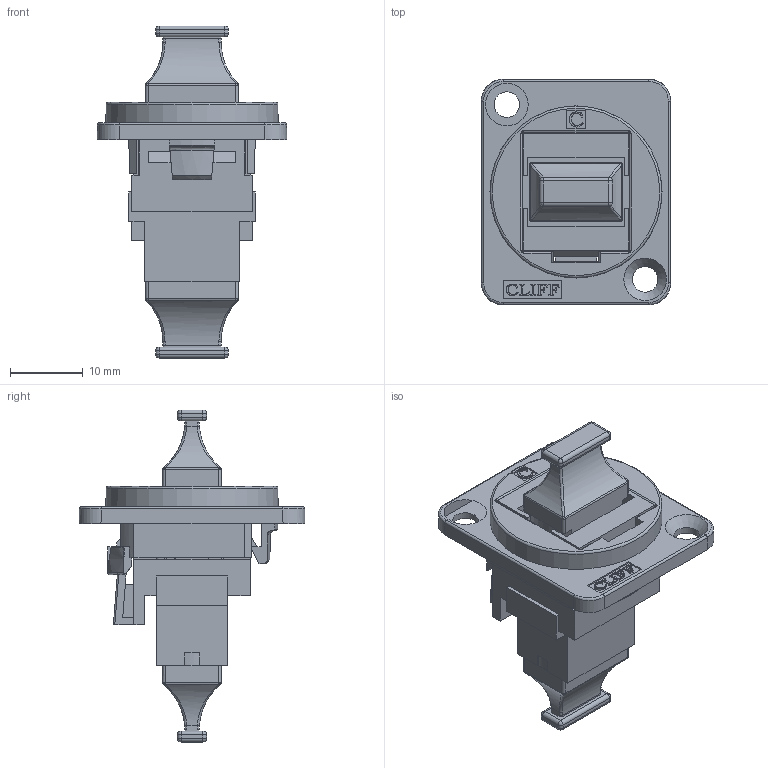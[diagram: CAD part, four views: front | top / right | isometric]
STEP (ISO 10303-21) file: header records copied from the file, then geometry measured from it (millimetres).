
FILE_DESCRIPTION(/* description */ (''),/* implementation_level */ '2;1');
FILE_NAME(/* name */ 'CP30245MB MTP CSK hole.stp',/* time_stamp */ '2025-04-11T10:16:15+01:00',/* author */ ('tottley'),/* organization */ (''),/* preprocessor_version */ 'ST-DEVELOPER v20',/* originating_system */ 'Autodesk Inventor 2025',/* authorisation */ '');
FILE_SCHEMA (('AUTOMOTIVE_DESIGN { 1 0 10303 214 3 1 1 }'));
Length unit declared in the file: millimetre
Products named in the file (1): CP30245 MTP CSK hole
Bounding box: 26 x 31 x 45.6 mm (x, y, z)
Volume: 6744.7 mm3; surface area: 8138.7 mm2
Topology: 2 solids, 3 shells, 757 faces, 2111 edges, 1350 vertices
Faces by surface type: plane 445, cylinder 165, bspline 81, cone 26, sphere 24, torus 16
Full cylindrical faces by diameter (mm): 3.5 x2
Entity records: 26591 total; most frequent: CARTESIAN_POINT 6588, ORIENTED_EDGE 4222, DIRECTION 3742, EDGE_CURVE 2111, LINE 1438, VECTOR 1438, VERTEX_POINT 1350, AXIS2_PLACEMENT_3D 1152
